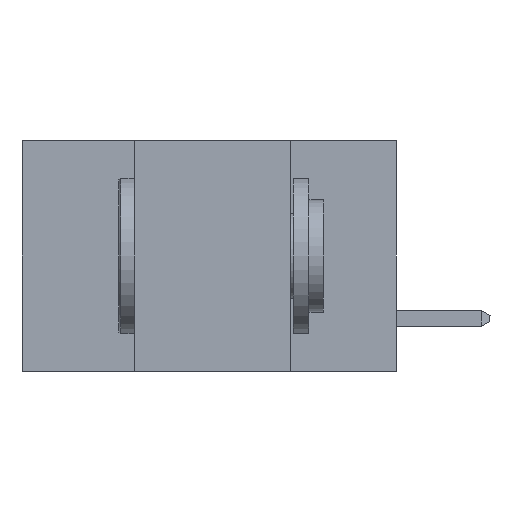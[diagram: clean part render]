
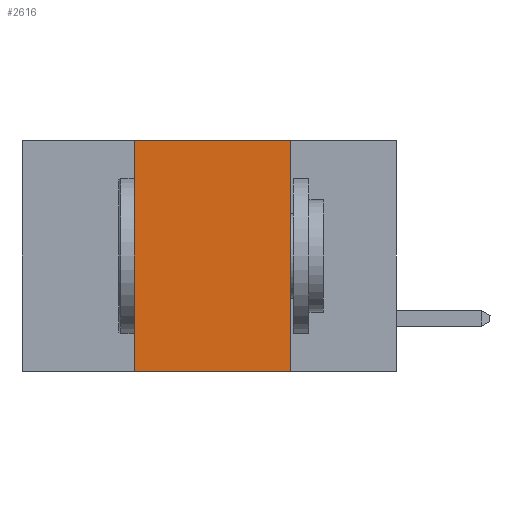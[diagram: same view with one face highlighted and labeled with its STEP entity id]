
A CAD part, left-side view. The second image highlights one B-rep face of the part: STEP entity #2616.
In plain terms, the highlighted planar face has unit normal (-1, 0, 0).
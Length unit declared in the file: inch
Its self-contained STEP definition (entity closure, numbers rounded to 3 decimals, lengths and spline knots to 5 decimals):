
#1319 = EDGE_CURVE ( 'NONE', #17040, #16335, #19919, .T. ) ;
#1777 = EDGE_CURVE ( 'NONE', #20558, #17040, #6426, .T. ) ;
#1915 = EDGE_CURVE ( 'NONE', #5103, #20558, #22614, .T. ) ;
#2616 = ADVANCED_FACE ( 'NONE', ( #13281 ), #9588, .F. ) ;
#2744 = ORIENTED_EDGE ( 'NONE', *, *, #1319, .F. ) ;
#3286 = DIRECTION ( 'NONE',  ( 0., 0., 1. ) ) ;
#3327 = EDGE_CURVE ( 'NONE', #5103, #16335, #7266, .T. ) ;
#3701 = CARTESIAN_POINT ( 'NONE',  ( 0., 0.42, -0.37 ) ) ;
#3840 = CARTESIAN_POINT ( 'NONE',  ( 0., 0.42, -0.37 ) ) ;
#4364 = EDGE_LOOP ( 'NONE', ( #2744, #7850, #17854, #23078 ) ) ;
#5103 = VERTEX_POINT ( 'NONE', #3701 ) ;
#5245 = CARTESIAN_POINT ( 'NONE',  ( 0., 0.17, -0.37 ) ) ;
#5982 = DIRECTION ( 'NONE',  ( 0., 0., -1. ) ) ;
#6426 = LINE ( 'NONE', #13816, #21271 ) ;
#7266 = LINE ( 'NONE', #8778, #20367 ) ;
#7850 = ORIENTED_EDGE ( 'NONE', *, *, #1777, .F. ) ;
#8404 = DIRECTION ( 'NONE',  ( 0., -1., 0. ) ) ;
#8778 = CARTESIAN_POINT ( 'NONE',  ( 0., 0.6, -0.37 ) ) ;
#9139 = DIRECTION ( 'NONE',  ( 0., 0., -1. ) ) ;
#9164 = DIRECTION ( 'NONE',  ( 1., 0., 0. ) ) ;
#9335 = CARTESIAN_POINT ( 'NONE',  ( 0., 0.6, 0. ) ) ;
#9439 = VECTOR ( 'NONE', #5982, 39.37008 ) ;
#9588 = PLANE ( 'NONE',  #12121 ) ;
#9915 = CARTESIAN_POINT ( 'NONE',  ( 0., 0.17, -0.37 ) ) ;
#12121 = AXIS2_PLACEMENT_3D ( 'NONE', #9335, #9164, #9139 ) ;
#13281 = FACE_OUTER_BOUND ( 'NONE', #4364, .T. ) ;
#13709 = DIRECTION ( 'NONE',  ( 0., -1., 0. ) ) ;
#13816 = CARTESIAN_POINT ( 'NONE',  ( 0., 0.6, 0. ) ) ;
#16335 = VERTEX_POINT ( 'NONE', #5245 ) ;
#17040 = VERTEX_POINT ( 'NONE', #22036 ) ;
#17854 = ORIENTED_EDGE ( 'NONE', *, *, #1915, .F. ) ;
#17929 = VECTOR ( 'NONE', #3286, 39.37008 ) ;
#19919 = LINE ( 'NONE', #9915, #9439 ) ;
#20367 = VECTOR ( 'NONE', #8404, 39.37008 ) ;
#20558 = VERTEX_POINT ( 'NONE', #20962 ) ;
#20962 = CARTESIAN_POINT ( 'NONE',  ( 0., 0.42, 0. ) ) ;
#21271 = VECTOR ( 'NONE', #13709, 39.37008 ) ;
#22036 = CARTESIAN_POINT ( 'NONE',  ( 0., 0.17, 0. ) ) ;
#22614 = LINE ( 'NONE', #3840, #17929 ) ;
#23078 = ORIENTED_EDGE ( 'NONE', *, *, #3327, .T. ) ;
